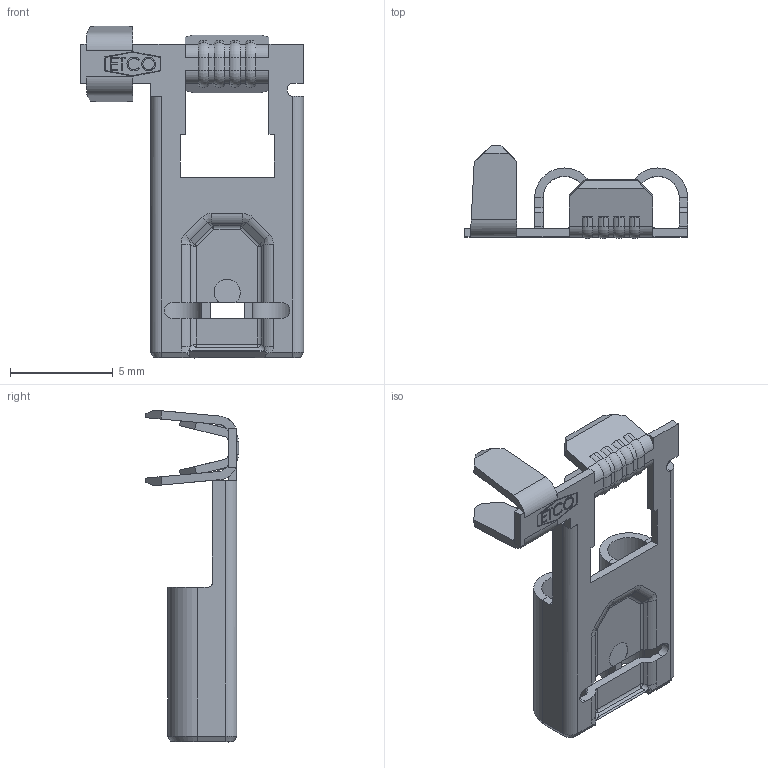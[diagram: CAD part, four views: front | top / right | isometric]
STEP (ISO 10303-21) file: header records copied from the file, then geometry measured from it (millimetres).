
FILE_DESCRIPTION (( 'STEP AP203' ), '1' );
FILE_NAME ('07846.STEP', '2015-01-29T16:28:16', ( '' ), ( '' ), 'SwSTEP 2.0', 'SolidWorks 2014', '' );
FILE_SCHEMA (( 'CONFIG_CONTROL_DESIGN' ));
Length unit declared in the file: inch
Products named in the file (1): 07846
Bounding box: 10.85 x 4.52 x 16.13 mm (x, y, z)
Volume: 90.3 mm3; surface area: 502.3 mm2
Topology: 1 solids, 1 shells, 404 faces, 1006 edges, 595 vertices
Faces by surface type: plane 220, cylinder 111, bspline 33, cone 20, sphere 12, torus 8
Entity records: 13150 total; most frequent: CARTESIAN_POINT 3779, ORIENTED_EDGE 1988, DIRECTION 1863, EDGE_CURVE 994, VECTOR 685, LINE 685, VERTEX_POINT 595, AXIS2_PLACEMENT_3D 589
